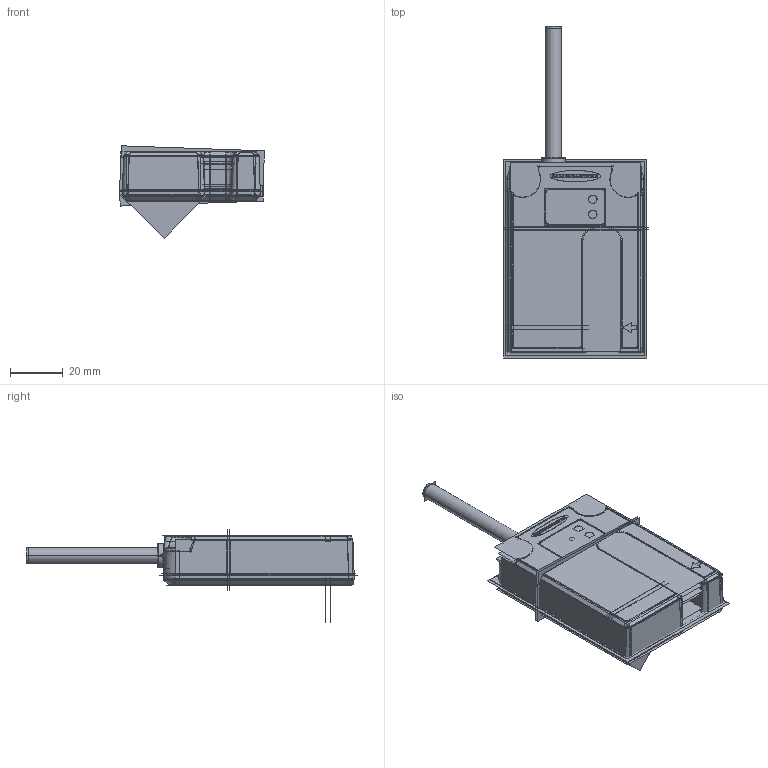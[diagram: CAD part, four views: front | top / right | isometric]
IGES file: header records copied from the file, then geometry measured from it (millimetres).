
Start section:  PTC IGES file: 159572.igs
Global section: file name: 159572.igs; native system: Creo Parametric by Parametric Technology Corporation; preprocessor: 2013230; author: pdmadmin; organization: Unknown; date: 20151021.140311; units: millimetre
Bounding box: 54.69 x 125.39 x 34.89 mm (x, y, z)
Volume: 26679.4 mm3; surface area: 263524.3 mm2
Topology: 7 solids, 7 shells, 2268 faces, 11291 edges, 14071 vertices
Faces by surface type: bspline 1168, revolution 854, extrusion 246
